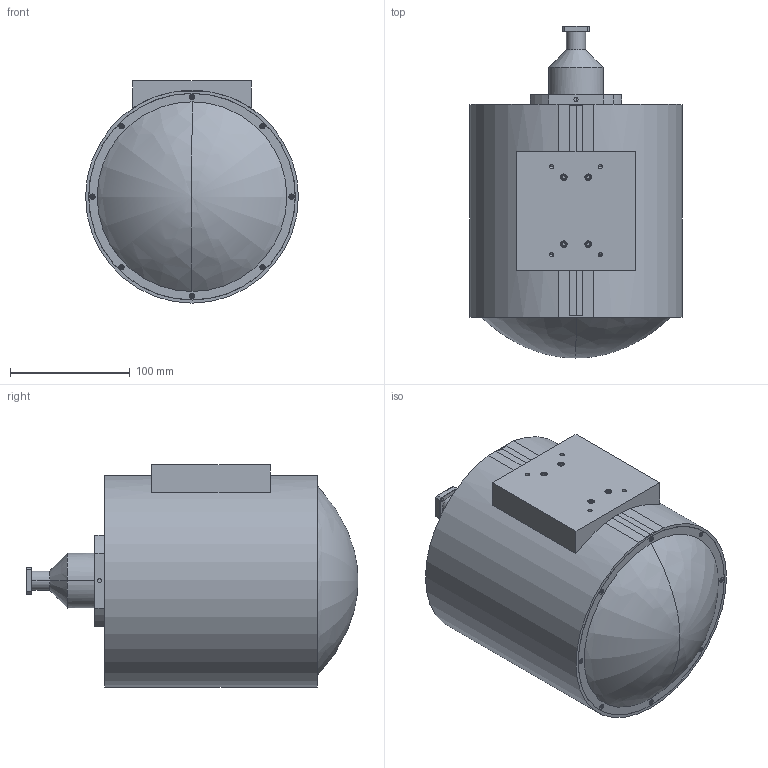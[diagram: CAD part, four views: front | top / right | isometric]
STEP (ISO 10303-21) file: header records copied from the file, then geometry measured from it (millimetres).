
FILE_DESCRIPTION (( 'STEP AP203' ), '1' );
FILE_NAME ('DMAG-396-111-1.STEP', '2024-02-27T19:29:47', ( '' ), ( '' ), 'SwSTEP 2.0', 'SolidWorks 2021', '' );
FILE_SCHEMA (( 'CONFIG_CONTROL_DESIGN' ));
Length unit declared in the file: inch
Products named in the file (1): DMAG-396-111-1
Bounding box: 177.8 x 277.29 x 185.58 mm (x, y, z)
Volume: 4975096 mm3; surface area: 177321 mm2
Topology: 1 solids, 1 shells, 898 faces, 2220 edges, 1403 vertices
Faces by surface type: plane 439, cylinder 255, cone 194, bspline 10
Entity records: 33341 total; most frequent: CARTESIAN_POINT 12642, ORIENTED_EDGE 4420, DIRECTION 4162, EDGE_CURVE 2210, AXIS2_PLACEMENT_3D 1587, VERTEX_POINT 1403, EDGE_LOOP 1013, LINE 988
